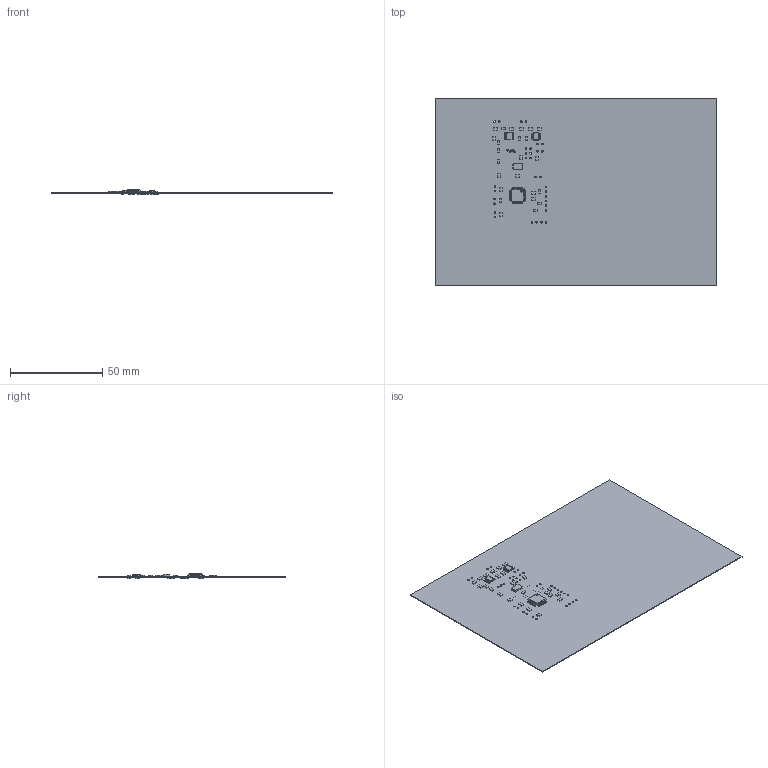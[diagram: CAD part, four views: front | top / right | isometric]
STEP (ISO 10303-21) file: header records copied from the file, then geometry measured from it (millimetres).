
FILE_DESCRIPTION(('Open CASCADE Model'),'2;1');
FILE_NAME('Open CASCADE Shape Model','2019-11-25T16:15:22',('Author'),( 'Open CASCADE'),'Open CASCADE STEP processor 6.8','Open CASCADE 6.8' ,'Unknown');
FILE_SCHEMA(('AUTOMOTIVE_DESIGN { 1 0 10303 214 1 1 1 1 }'));
Length unit declared in the file: millimetre
Products named in the file (58): PCB; Board; Open CASCADE STEP translator 6.8 1.1.1; R24; 5879606112; Extruded; Y2; 6822278336; Body; ('pin',_'1'); ('pin',_'2'); R15; R23; 5879605552; R22; R21; C14; C13; C12; Rmmpc2; Rmmpc1; R20; R8; L2; C11; A2; 6822275536; PinsArrayLR; A1; R10; R9; R19; R12; R7; R6; R5; R4; R3; R2; R1 ...
Assembly tree (92 placements, depth 4):
  PCB
    Board
      Open CASCADE STEP translator 6.8 1.1.1
    R24
      5879606112
        Extruded
    Y2
      6822278336
        Body
        ('pin',_'1')
        ('pin',_'2')
    R15
      5879606112
        Extruded
    R23
      5879605552
        Extruded
    R22
      5879605552
        Extruded
    R21
      5879605552
        Extruded
    C14
      5879606112
        Extruded
    C13
      5879606112
        Extruded
    C12
      5879605552
        Extruded
    Rmmpc2
      5879606112
        Extruded
    Rmmpc1
      5879606112
        Extruded
    R20
      5879605552
        Extruded
    R8
      5879606112
        Extruded
    L2
      5879605552
        Extruded
    C11
      5879606112
        Extruded
    A2
      6822275536
        Body
        PinsArrayLR
    A1
      6822275536
        Body
        PinsArrayLR
    R10
      5879605552
Bounding box: 152.4 x 101.6 x 2.71 mm (x, y, z)
Volume: 6548.5 mm3; surface area: 31901.6 mm2
Topology: 115 solids, 115 shells, 1284 faces, 3105 edges, 2054 vertices
Faces by surface type: plane 1005, cylinder 279
Full cylindrical faces by diameter (mm): 0.375 x2, 0.875 x1, 0.9 x36
Entity records: 28647 total; most frequent: CARTESIAN_POINT 4739, DIRECTION 4692, ORIENTED_EDGE 4508, EDGE_CURVE 2254, LINE 1802, VECTOR 1802, VERTEX_POINT 1492, AXIS2_PLACEMENT_3D 1445
